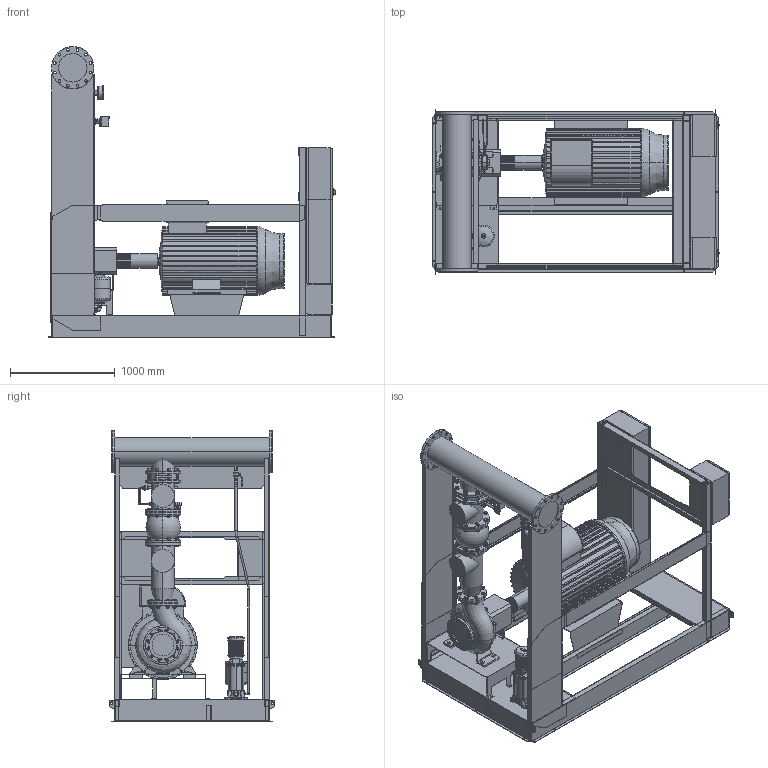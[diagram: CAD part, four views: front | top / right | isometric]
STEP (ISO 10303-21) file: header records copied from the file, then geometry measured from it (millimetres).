
FILE_DESCRIPTION((''),'2;1');
FILE_NAME('3d_Sifire-EN-150_315-279-250_1.1EJ-4183786.stp','2015-05-25T14:47:29',(''),(''),'Mechanical Desktop 2009','Mechanical Desktop 2009',', , ');
FILE_SCHEMA(('CONFIG_CONTROL_DESIGN'));
Length unit declared in the file: millimetre
Products named in the file (1): Product
Bounding box: 2744.5 x 1582 x 2778.5 mm (x, y, z)
Volume: 886643283.7 mm3; surface area: 44144509.5 mm2
Topology: 187 solids, 187 shells, 4436 faces, 10711 edges, 6769 vertices
Faces by surface type: plane 1723, bspline 1068, cylinder 953, cone 560, torus 102, sphere 30
Entity records: 141684 total; most frequent: CARTESIAN_POINT 43334, ORIENTED_EDGE 21338, DIRECTION 19000, EDGE_CURVE 10669, VERTEX_POINT 6769, AXIS2_PLACEMENT_3D 6673, VECTOR 5654, LINE 5654
